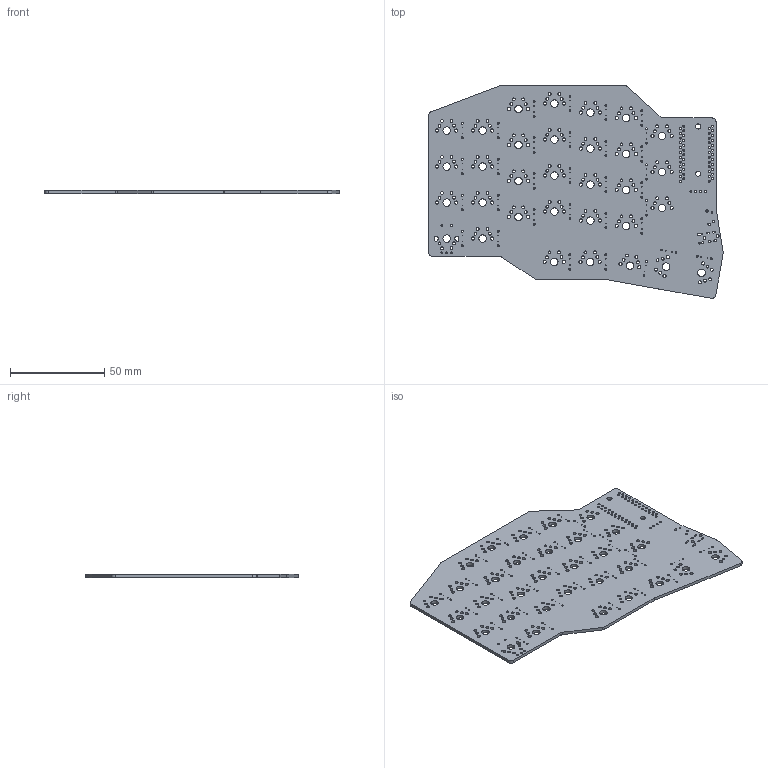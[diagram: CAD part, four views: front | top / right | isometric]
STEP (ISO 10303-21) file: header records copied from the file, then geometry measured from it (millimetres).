
FILE_DESCRIPTION(('KiCad electronic assembly'),'2;1');
FILE_NAME('spleeb.step','2022-08-14T13:00:56',('Pcbnew'),('Kicad'), 'Open CASCADE STEP processor 7.5','KiCad to STEP converter','Unknown' );
FILE_SCHEMA(('AUTOMOTIVE_DESIGN { 1 0 10303 214 1 1 1 1 }'));
Length unit declared in the file: millimetre
Products named in the file (2): spleeb 1; spleeb PCB
Assembly tree (1 placements, depth 2):
  spleeb 1
    spleeb PCB
Bounding box: 155.84 x 112.6 x 1.6 mm (x, y, z)
Volume: 21745.7 mm3; surface area: 30957.6 mm2
Topology: 1 solids, 1 shells, 487 faces, 1455 edges, 970 vertices
Faces by surface type: cylinder 454, plane 33
Full cylindrical faces by diameter (mm): 0.3 x64, 0.991 x64, 1 x11, 1.092 x48, 1.3 x2, 1.499 x128, 1.5 x2, 1.702 x62, 2.7 x2, 3.988 x32
Entity records: 37575 total; most frequent: DIRECTION 6235, CARTESIAN_POINT 5840, ORIENTED_EDGE 2910, PCURVE 2910, DEFINITIONAL_REPRESENTATION 2910, LINE 2533, VECTOR 2533, CIRCLE 1816
